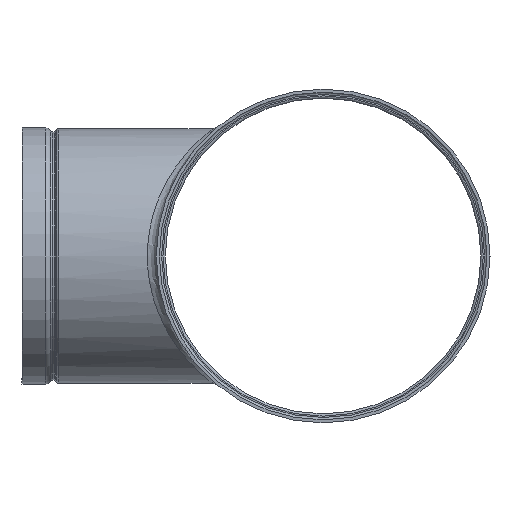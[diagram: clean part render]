
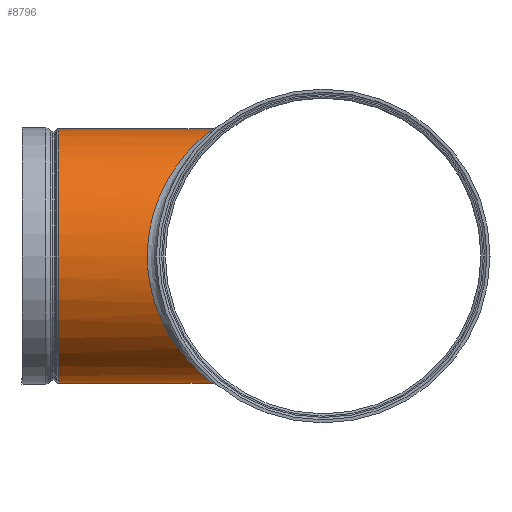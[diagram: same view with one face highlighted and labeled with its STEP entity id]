
A CAD part, left-side view. The second image highlights one B-rep face of the part: STEP entity #8796.
In plain terms, the highlighted cylindrical face has radius 83.579 mm (diameter 167.157 mm), a full revolution.
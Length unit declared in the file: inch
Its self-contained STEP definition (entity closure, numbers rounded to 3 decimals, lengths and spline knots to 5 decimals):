
#320 = CARTESIAN_POINT ( 'NONE',  ( -3.2905, 6.8352, 0. ) ) ;
#909 = CARTESIAN_POINT ( 'NONE',  ( -1.46558, 3.23247, 2.97475 ) ) ;
#1553 = CYLINDRICAL_SURFACE ( 'NONE', #13831, 3.2905 ) ;
#2106 = CARTESIAN_POINT ( 'NONE',  ( -1.60639, 3.30777, -2.90233 ) ) ;
#2224 = EDGE_CURVE ( 'NONE', #2439, #2439, #17191, .T. ) ;
#2278 = CARTESIAN_POINT ( 'NONE',  ( -3.29442, 4.54392, 0.43545 ) ) ;
#2439 = VERTEX_POINT ( 'NONE', #320 ) ;
#2585 = CARTESIAN_POINT ( 'NONE',  ( 0., 3.43322, 0. ) ) ;
#2610 = CARTESIAN_POINT ( 'NONE',  ( 0.38948, 2.86358, 3.27506 ) ) ;
#3466 = CARTESIAN_POINT ( 'NONE',  ( 0., 2.84271, 3.2905 ) ) ;
#3583 = CARTESIAN_POINT ( 'NONE',  ( -0.51927, 2.8806, -3.26271 ) ) ;
#3703 = CARTESIAN_POINT ( 'NONE',  ( -3.18517, 4.45242, -0.94365 ) ) ;
#3814 = CARTESIAN_POINT ( 'NONE',  ( 0., 2.84271, 3.2905 ) ) ;
#3870 = CARTESIAN_POINT ( 'NONE',  ( 2.06153, 3.59593, 2.59621 ) ) ;
#4348 = VERTEX_POINT ( 'NONE', #10208 ) ;
#4805 = CARTESIAN_POINT ( 'NONE',  ( 2.86054, 4.18456, -1.7215 ) ) ;
#5033 = CARTESIAN_POINT ( 'NONE',  ( 0.00003, 2.82365, -3.30444 ) ) ;
#5314 = CARTESIAN_POINT ( 'NONE',  ( 3.21225, 4.47485, 0.77258 ) ) ;
#6242 = CARTESIAN_POINT ( 'NONE',  ( 3.29385, 4.54323, -0.26085 ) ) ;
#6362 = CARTESIAN_POINT ( 'NONE',  ( -2.86056, 4.18462, -1.72163 ) ) ;
#7164 = DIRECTION ( 'NONE',  ( 1., 0., 0. ) ) ;
#7550 = AXIS2_PLACEMENT_3D ( 'NONE', #11866, #13282, #14672 ) ;
#7784 = CARTESIAN_POINT ( 'NONE',  ( 1.00843, 3.03043, -3.1451 ) ) ;
#8086 = DIRECTION ( 'NONE',  ( 0., 1., 0. ) ) ;
#8796 = ADVANCED_FACE ( 'NONE', ( #9668, #15297 ), #1553, .T. ) ;
#8964 = CARTESIAN_POINT ( 'NONE',  ( 3.29388, 4.54339, 0.26109 ) ) ;
#9136 = CARTESIAN_POINT ( 'NONE',  ( 2.25216, 3.72199, -2.45877 ) ) ;
#9251 = CARTESIAN_POINT ( 'NONE',  ( 0.12983, 2.84271, 3.2905 ) ) ;
#9345 = EDGE_LOOP ( 'NONE', ( #11050 ) ) ;
#9668 = FACE_OUTER_BOUND ( 'NONE', #9345, .T. ) ;
#10208 = CARTESIAN_POINT ( 'NONE',  ( 0., 2.84271, 3.2905 ) ) ;
#10329 = CARTESIAN_POINT ( 'NONE',  ( -2.62155, 3.99766, 2.0459 ) ) ;
#10383 = CARTESIAN_POINT ( 'NONE',  ( -3.08799, 4.37035, 1.27707 ) ) ;
#10432 = CARTESIAN_POINT ( 'NONE',  ( -2.0617, 3.59609, 2.59628 ) ) ;
#10600 = ORIENTED_EDGE ( 'NONE', *, *, #16369, .F. ) ;
#11050 = ORIENTED_EDGE ( 'NONE', *, *, #2224, .F. ) ;
#11834 = CARTESIAN_POINT ( 'NONE',  ( -2.25204, 3.72178, -2.45887 ) ) ;
#11866 = CARTESIAN_POINT ( 'NONE',  ( 0., 6.8352, 0. ) ) ;
#11892 = CARTESIAN_POINT ( 'NONE',  ( -0.38948, 2.86358, 3.27505 ) ) ;
#12506 = EDGE_LOOP ( 'NONE', ( #10600 ) ) ;
#13138 = CARTESIAN_POINT ( 'NONE',  ( -0.12983, 2.84271, 3.2905 ) ) ;
#13255 = CARTESIAN_POINT ( 'NONE',  ( -0.89154, 2.98121, 3.18489 ) ) ;
#13282 = DIRECTION ( 'NONE',  ( 0., 1., 0. ) ) ;
#13487 = CARTESIAN_POINT ( 'NONE',  ( 0.89154, 2.9812, 3.18485 ) ) ;
#13831 = AXIS2_PLACEMENT_3D ( 'NONE', #2585, #8086, #7164 ) ;
#14425 = CARTESIAN_POINT ( 'NONE',  ( 3.18513, 4.45238, -0.94358 ) ) ;
#14672 = DIRECTION ( 'NONE',  ( -1., 0., 0. ) ) ;
#14702 = CARTESIAN_POINT ( 'NONE',  ( 1.46553, 3.23248, 2.97487 ) ) ;
#14932 = CARTESIAN_POINT ( 'NONE',  ( 2.62171, 3.99784, 2.04621 ) ) ;
#15297 = FACE_OUTER_BOUND ( 'NONE', #12506, .T. ) ;
#16060 = CARTESIAN_POINT ( 'NONE',  ( 0.51929, 2.88057, -3.26272 ) ) ;
#16285 = CARTESIAN_POINT ( 'NONE',  ( 3.00285, 4.30226, 1.41658 ) ) ;
#16369 = EDGE_CURVE ( 'NONE', #4348, #4348, #17316, .T. ) ;
#17191 = CIRCLE ( 'NONE', #7550, 3.2905 ) ;
#17215 = CARTESIAN_POINT ( 'NONE',  ( -3.29368, 4.54307, -0.26108 ) ) ;
#17316 = B_SPLINE_CURVE_WITH_KNOTS ( 'NONE', 3,
 ( #3466, #13138, #11892, #13255, #909, #10432, #10329, #10383, #2278, #17215, #3703, #6362, #11834, #2106, #17333, #3583, #5033, #16060, #7784, #17437, #9136, #4805, #14425, #6242, #8964, #5314, #16285, #14932, #3870, #14702, #13487, #2610, #9251, #3814 ),
 .UNSPECIFIED., .T., .F.,
 ( 4, 1, 1, 1, 1, 1, 1, 1, 1, 1, 1, 1, 1, 1, 1, 1, 1, 1, 1, 1, 1, 1, 1, 1, 1, 1, 1, 1, 1, 1, 1, 4 ),
 ( 0., 0.01786, 0.03571, 0.07143, 0.10714, 0.14286, 0.19048, 0.2381, 0.2619, 0.28571, 0.33333, 0.38095, 0.42857, 0.45238, 0.47619, 0.5, 0.52381, 0.54762, 0.57143, 0.61905, 0.66667, 0.71429, 0.7381, 0.7619, 0.78571, 0.80952, 0.85714, 0.89286, 0.92857, 0.96429, 0.98214, 1. ),
 .UNSPECIFIED. ) ;
#17333 = CARTESIAN_POINT ( 'NONE',  ( -1.00834, 3.03037, -3.14513 ) ) ;
#17437 = CARTESIAN_POINT ( 'NONE',  ( 1.60641, 3.30777, -2.9023 ) ) ;
